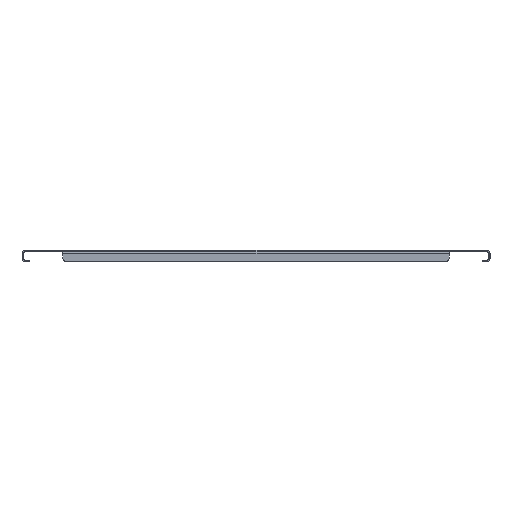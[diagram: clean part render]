
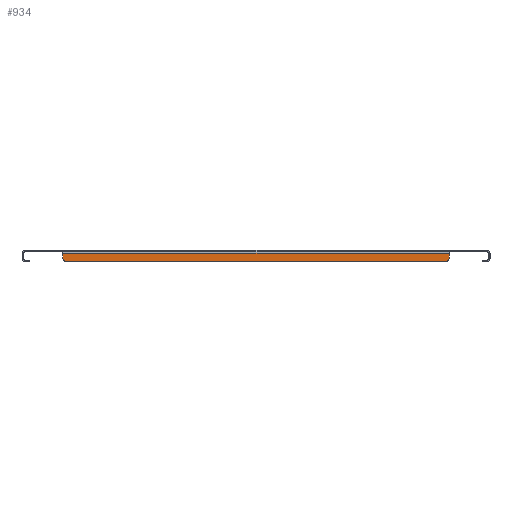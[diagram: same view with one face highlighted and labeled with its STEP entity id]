
A CAD part, left-side view. The second image highlights one B-rep face of the part: STEP entity #934.
In plain terms, the highlighted planar face has unit normal (-1, 0, 0).
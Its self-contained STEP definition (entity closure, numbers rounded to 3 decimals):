
#2 = EDGE_CURVE ( 'NONE', #504, #839, #325, .T. ) ;
#34 = DIRECTION ( 'NONE',  ( 0., 1., 0. ) ) ;
#38 = EDGE_CURVE ( 'NONE', #2169, #198, #1250, .T. ) ;
#62 = CARTESIAN_POINT ( 'NONE',  ( -449.5, 242., -9. ) ) ;
#151 = DIRECTION ( 'NONE',  ( -1., 0., 0. ) ) ;
#158 = PLANE ( 'NONE',  #2219 ) ;
#174 = DIRECTION ( 'NONE',  ( 0., 1., 0. ) ) ;
#194 = CARTESIAN_POINT ( 'NONE',  ( -449.5, 248., -4. ) ) ;
#198 = VERTEX_POINT ( 'NONE', #409 ) ;
#325 = LINE ( 'NONE', #1524, #1837 ) ;
#383 = CARTESIAN_POINT ( 'NONE',  ( -449.5, -248., -4. ) ) ;
#409 = CARTESIAN_POINT ( 'NONE',  ( -449.5, -248., -9. ) ) ;
#464 = CARTESIAN_POINT ( 'NONE',  ( -449.5, 248., -15. ) ) ;
#504 = VERTEX_POINT ( 'NONE', #194 ) ;
#505 = LINE ( 'NONE', #744, #678 ) ;
#663 = DIRECTION ( 'NONE',  ( 0., 0., -1. ) ) ;
#678 = VECTOR ( 'NONE', #2337, 1000. ) ;
#705 = EDGE_CURVE ( 'NONE', #198, #839, #505, .T. ) ;
#744 = CARTESIAN_POINT ( 'NONE',  ( -449.5, -248., -15. ) ) ;
#839 = VERTEX_POINT ( 'NONE', #383 ) ;
#859 = EDGE_CURVE ( 'NONE', #2169, #2192, #2685, .T. ) ;
#918 = LINE ( 'NONE', #464, #993 ) ;
#934 = ADVANCED_FACE ( 'NONE', ( #2893 ), #158, .F. ) ;
#952 = CIRCLE ( 'NONE', #2383, 6. ) ;
#993 = VECTOR ( 'NONE', #663, 1000. ) ;
#1059 = VERTEX_POINT ( 'NONE', #2836 ) ;
#1098 = ORIENTED_EDGE ( 'NONE', *, *, #38, .T. ) ;
#1129 = DIRECTION ( 'NONE',  ( 0., 1., 0. ) ) ;
#1250 = CIRCLE ( 'NONE', #2400, 6. ) ;
#1435 = ORIENTED_EDGE ( 'NONE', *, *, #2, .F. ) ;
#1524 = CARTESIAN_POINT ( 'NONE',  ( -449.5, -300., -4. ) ) ;
#1668 = CARTESIAN_POINT ( 'NONE',  ( -449.5, -242., -15. ) ) ;
#1737 = EDGE_CURVE ( 'NONE', #504, #1059, #918, .T. ) ;
#1832 = EDGE_CURVE ( 'NONE', #1059, #2192, #952, .T. ) ;
#1837 = VECTOR ( 'NONE', #2646, 1000. ) ;
#1972 = CARTESIAN_POINT ( 'NONE',  ( -449.5, -242., -9. ) ) ;
#2010 = ORIENTED_EDGE ( 'NONE', *, *, #1737, .T. ) ;
#2169 = VERTEX_POINT ( 'NONE', #1668 ) ;
#2192 = VERTEX_POINT ( 'NONE', #2769 ) ;
#2219 = AXIS2_PLACEMENT_3D ( 'NONE', #2703, #2907, #1129 ) ;
#2272 = CARTESIAN_POINT ( 'NONE',  ( -449.5, -300., -15. ) ) ;
#2297 = ORIENTED_EDGE ( 'NONE', *, *, #1832, .T. ) ;
#2315 = EDGE_LOOP ( 'NONE', ( #2634, #1098, #2336, #1435, #2010, #2297 ) ) ;
#2336 = ORIENTED_EDGE ( 'NONE', *, *, #705, .T. ) ;
#2337 = DIRECTION ( 'NONE',  ( 0., 0., 1. ) ) ;
#2383 = AXIS2_PLACEMENT_3D ( 'NONE', #62, #2774, #34 ) ;
#2400 = AXIS2_PLACEMENT_3D ( 'NONE', #1972, #151, #2429 ) ;
#2429 = DIRECTION ( 'NONE',  ( 0., 1., 0. ) ) ;
#2634 = ORIENTED_EDGE ( 'NONE', *, *, #859, .F. ) ;
#2646 = DIRECTION ( 'NONE',  ( 0., -1., 0. ) ) ;
#2685 = LINE ( 'NONE', #2272, #2695 ) ;
#2695 = VECTOR ( 'NONE', #174, 1000. ) ;
#2703 = CARTESIAN_POINT ( 'NONE',  ( -449.5, 0., 0. ) ) ;
#2769 = CARTESIAN_POINT ( 'NONE',  ( -449.5, 242., -15. ) ) ;
#2774 = DIRECTION ( 'NONE',  ( -1., 0., 0. ) ) ;
#2836 = CARTESIAN_POINT ( 'NONE',  ( -449.5, 248., -9. ) ) ;
#2893 = FACE_OUTER_BOUND ( 'NONE', #2315, .T. ) ;
#2907 = DIRECTION ( 'NONE',  ( 1., 0., 0. ) ) ;
